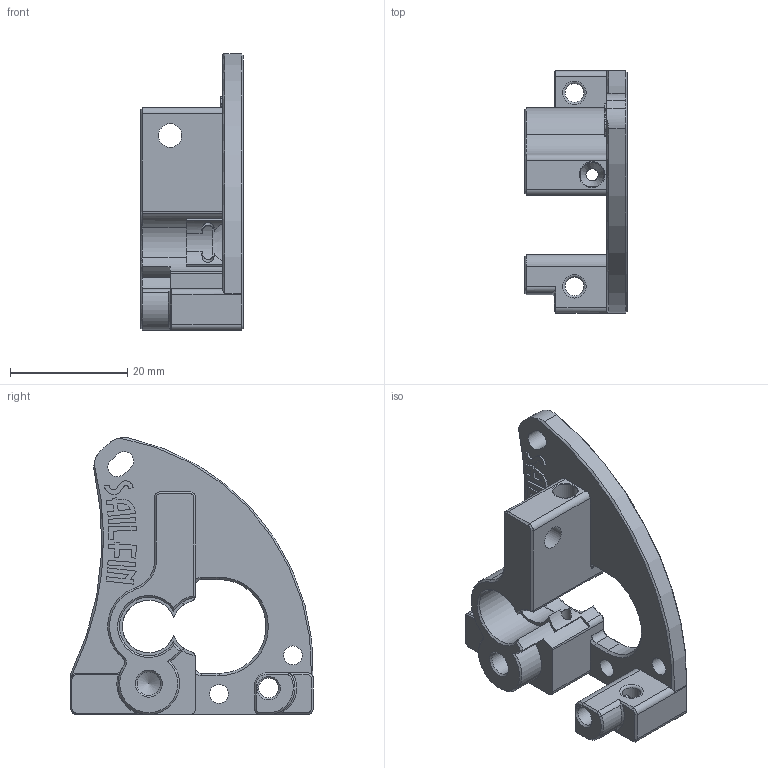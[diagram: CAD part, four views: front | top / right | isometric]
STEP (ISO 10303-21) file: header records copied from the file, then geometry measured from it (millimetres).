
FILE_DESCRIPTION(/* description */ (''),/* implementation_level */ '2;1');
FILE_NAME(/* name */ 'Mid-R.stp',/* time_stamp */ '2021-03-22T15:28:40-06:00',/* author */ (''),/* organization */ (''),/* preprocessor_version */ 'ST-DEVELOPER v18.1',/* originating_system */ 'Autodesk Translation Framework v9.10.0.1330',/* authorisation */ '');
FILE_SCHEMA (('AUTOMOTIVE_DESIGN { 1 0 10303 214 3 1 1 }'));
Length unit declared in the file: millimetre
Products named in the file (1): Mid
Bounding box: 17.5 x 41.36 x 47.23 mm (x, y, z)
Volume: 8410.3 mm3; surface area: 6344.3 mm2
Topology: 1 solids, 1 shells, 246 faces, 640 edges, 405 vertices
Faces by surface type: plane 112, cone 53, cylinder 52, bspline 22, torus 7
Full cylindrical faces by diameter (mm): 2.1 x2, 3.2 x4, 3.4 x1, 4 x3, 4.2 x2, 6 x1
Entity records: 7941 total; most frequent: CARTESIAN_POINT 1901, ORIENTED_EDGE 1278, DIRECTION 1200, EDGE_CURVE 639, AXIS2_PLACEMENT_3D 413, VERTEX_POINT 405, LINE 374, VECTOR 374
